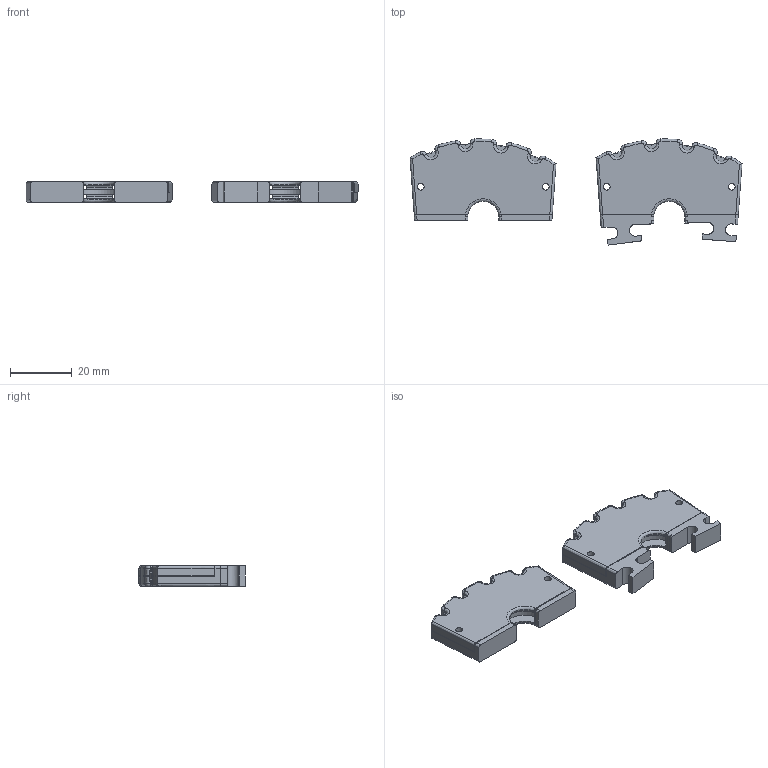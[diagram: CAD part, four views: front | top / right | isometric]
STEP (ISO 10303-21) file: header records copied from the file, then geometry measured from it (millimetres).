
FILE_DESCRIPTION(/* description */ (''),/* implementation_level */ '2;1');
FILE_NAME(/* name */ 'PCB-bridge-case.step',/* time_stamp */ '2024-04-21T21:33:14+02:00',/* author */ (''),/* organization */ (''),/* preprocessor_version */ 'ST-DEVELOPER v20',/* originating_system */ 'Autodesk Translation Framework v12.20.1.177',/* authorisation */ '');
FILE_SCHEMA (('AUTOMOTIVE_DESIGN { 1 0 10303 214 3 1 1 }'));
Length unit declared in the file: millimetre
Products named in the file (1): PCBPickUp
Bounding box: 107.11 x 34.23 x 6.6 mm (x, y, z)
Volume: 9041.2 mm3; surface area: 14432.7 mm2
Topology: 6 solids, 6 shells, 574 faces, 1638 edges, 1076 vertices
Faces by surface type: plane 214, cylinder 202, bspline 158
Full cylindrical faces by diameter (mm): 2.2 x8
Entity records: 36624 total; most frequent: CARTESIAN_POINT 22291, ORIENTED_EDGE 3276, DIRECTION 2584, EDGE_CURVE 1638, VERTEX_POINT 1076, AXIS2_PLACEMENT_3D 889, LINE 806, VECTOR 806
